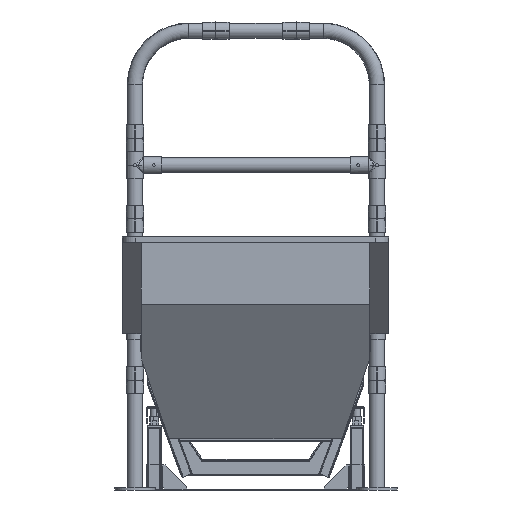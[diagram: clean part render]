
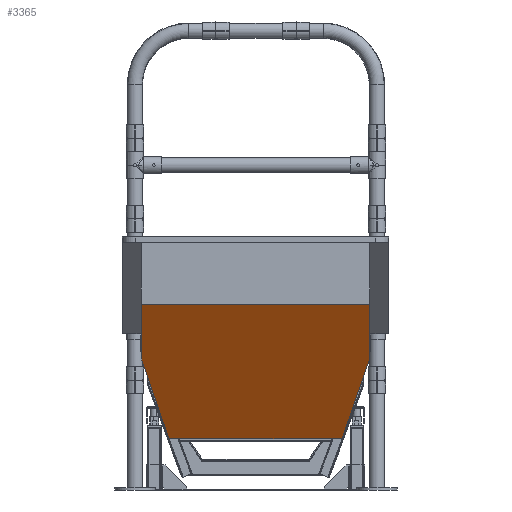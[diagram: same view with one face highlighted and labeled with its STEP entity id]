
A CAD part, front view. The second image highlights one B-rep face of the part: STEP entity #3365.
In plain terms, the highlighted face is planar.
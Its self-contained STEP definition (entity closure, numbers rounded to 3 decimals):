
#3365=ADVANCED_FACE('',(#7353),#7355,.T.);
#7353=FACE_BOUND('',#7354,.T.);
#7354=EDGE_LOOP('',(#9821,#9822,#9823,#9824,#9825,#9826));
#7355=PLANE('',#7356);
#7356=AXIS2_PLACEMENT_3D('',#7357,#7358,#7359);
#7357=CARTESIAN_POINT('',(-425.,185.,0.));
#7358=DIRECTION('',(0.,0.835,-0.551));
#7359=DIRECTION('',(0.,0.551,0.835));
#9821=ORIENTED_EDGE('',*,*,#11122,.T.);
#9822=ORIENTED_EDGE('',*,*,#11094,.T.);
#9823=ORIENTED_EDGE('',*,*,#11121,.T.);
#9824=ORIENTED_EDGE('',*,*,#11123,.F.);
#9825=ORIENTED_EDGE('',*,*,#11124,.T.);
#9826=ORIENTED_EDGE('',*,*,#11125,.F.);
#11094=EDGE_CURVE('',#13037,#13035,#13038,.T.);
#11121=EDGE_CURVE('',#13035,#13083,#13085,.T.);
#11122=EDGE_CURVE('',#13086,#13037,#13087,.F.);
#11123=EDGE_CURVE('',#13088,#13083,#13089,.T.);
#11124=EDGE_CURVE('',#13088,#13090,#13091,.F.);
#11125=EDGE_CURVE('',#13086,#13090,#13092,.F.);
#13035=VERTEX_POINT('',#18450);
#13037=VERTEX_POINT('',#18454);
#13038=LINE('',#18455,#18456);
#13083=VERTEX_POINT('',#18554);
#13085=LINE('',#18558,#18559);
#13086=VERTEX_POINT('',#18561);
#13087=LINE('',#18562,#18563);
#13088=VERTEX_POINT('',#18565);
#13089=LINE('',#18566,#18567);
#13090=VERTEX_POINT('',#18569);
#13091=LINE('',#18570,#18571);
#13092=LINE('',#18573,#18574);
#18450=CARTESIAN_POINT('',(-425.,515.,500.));
#18454=CARTESIAN_POINT('',(-425.,383.,300.));
#18455=CARTESIAN_POINT('',(-425.,383.,300.));
#18456=VECTOR('',#18457,1.);
#18457=DIRECTION('',(0.,0.551,0.835));
#18554=CARTESIAN_POINT('',(425.,515.,500.));
#18558=CARTESIAN_POINT('',(-425.,515.,500.));
#18559=VECTOR('',#18560,1.);
#18560=DIRECTION('',(1.,0.,0.));
#18561=CARTESIAN_POINT('',(-322.102,185.,0.));
#18562=CARTESIAN_POINT('',(-425.,383.,300.));
#18563=VECTOR('',#18564,1.);
#18564=DIRECTION('',(0.275,-0.53,-0.802));
#18565=CARTESIAN_POINT('',(425.,383.,300.));
#18566=CARTESIAN_POINT('',(425.,383.,300.));
#18567=VECTOR('',#18568,1.);
#18568=DIRECTION('',(0.,0.551,0.835));
#18569=CARTESIAN_POINT('',(322.102,185.,0.));
#18570=CARTESIAN_POINT('',(322.102,185.,0.));
#18571=VECTOR('',#18572,1.);
#18572=DIRECTION('',(0.275,0.53,0.802));
#18573=CARTESIAN_POINT('',(322.102,185.,0.));
#18574=VECTOR('',#18575,1.);
#18575=DIRECTION('',(-1.,0.,0.));
